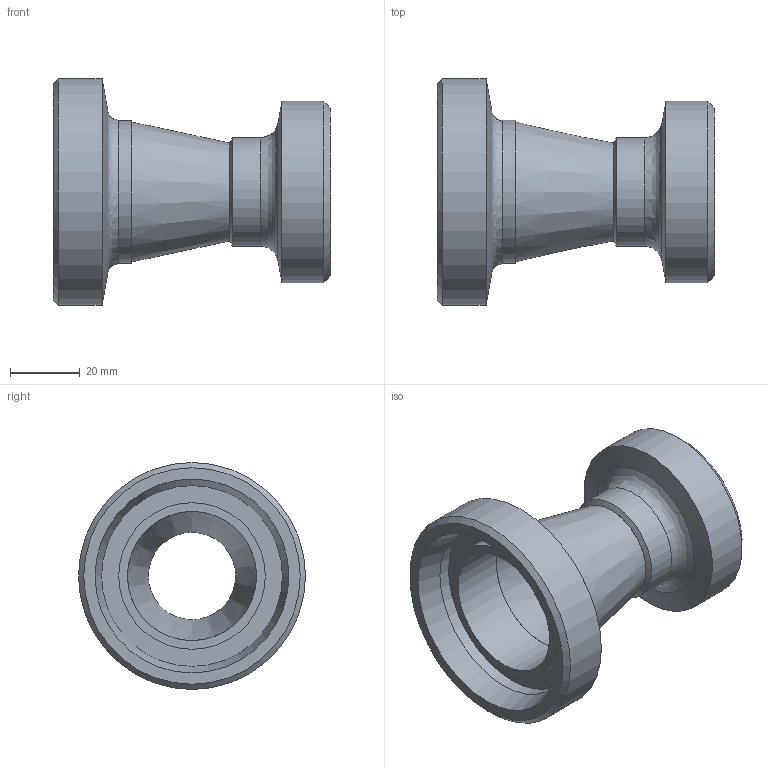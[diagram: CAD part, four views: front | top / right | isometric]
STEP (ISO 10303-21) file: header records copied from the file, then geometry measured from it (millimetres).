
FILE_DESCRIPTION((''),'2;1');
FILE_NAME('25500040X025.stp','2010-08-12T13:13:44',('thilbrands'),(''),'Autodesk Inventor 2008','Autodesk Inventor 2008','');
FILE_SCHEMA(('AUTOMOTIVE_DESIGN { 1 0 10303 214 1 1 1 1 }'));
Length unit declared in the file: millimetre
Products named in the file (4): 255000321025; 113040101-DN40; ENG-007173-DN25; 222000151010-DN40-25
Assembly tree (3 placements, depth 2):
  255000321025
    113040101-DN40
    ENG-007173-DN25
    222000151010-DN40-25
Bounding box: 79.5 x 65 x 65 mm (x, y, z)
Volume: 48003.7 mm3; surface area: 27471.7 mm2
Topology: 3 solids, 3 shells, 31 faces, 52 edges, 31 vertices
Faces by surface type: plane 10, cylinder 10, cone 9, bspline 2
Full cylindrical faces by diameter (mm): 26 x1, 30 x1, 31 x1, 37 x1, 39.8 x1, 41 x1, 42 x1, 51.8 x1, 52 x1, 65 x1
Entity records: 828 total; most frequent: CARTESIAN_POINT 188, DIRECTION 134, AXIS2_PLACEMENT_3D 67, ORIENTED_EDGE 62, EDGE_LOOP 62, VERTEX_POINT 31, CIRCLE 31, EDGE_CURVE 31
